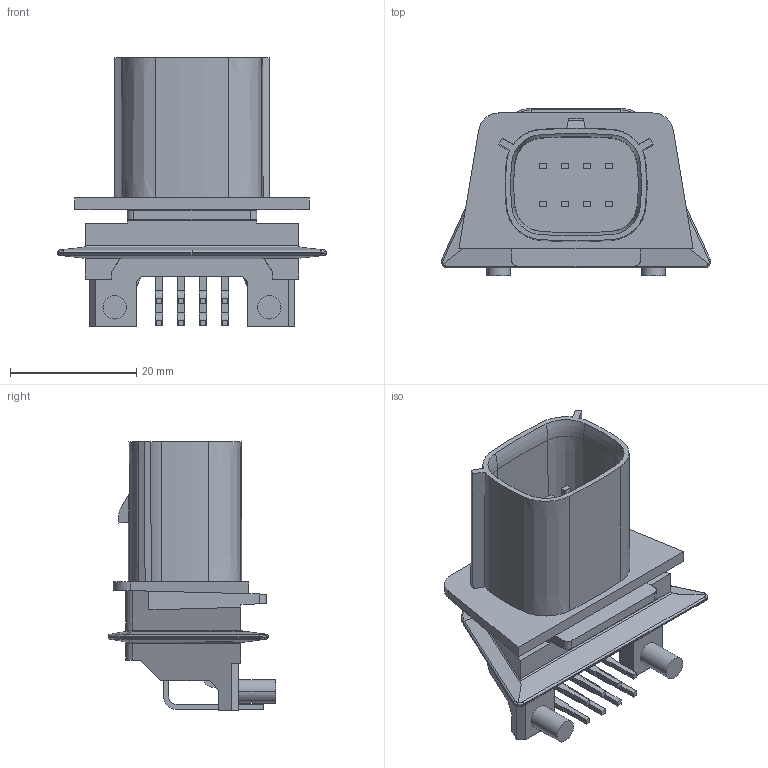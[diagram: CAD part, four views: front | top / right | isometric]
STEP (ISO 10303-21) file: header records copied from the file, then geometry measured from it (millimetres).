
FILE_DESCRIPTION((''),'2;1');
FILE_NAME('348300801','2014-10-30T',('me'),(''),'PRO/ENGINEER BY PARAMETRIC TECHNOLOGY CORPORATION, 2011490','PRO/ENGINEER BY PARAMETRIC TECHNOLOGY CORPORATION, 2011490','');
FILE_SCHEMA(('CONFIG_CONTROL_DESIGN'));
Length unit declared in the file: millimetre
Products named in the file (1): 348300801
Bounding box: 42.69 x 26.49 x 42.56 mm (x, y, z)
Volume: 7808.9 mm3; surface area: 8600.8 mm2
Topology: 1 solids, 1 shells, 303 faces, 823 edges, 543 vertices
Faces by surface type: plane 207, cylinder 50, cone 22, torus 16, bspline 8
Entity records: 10435 total; most frequent: CARTESIAN_POINT 2744, ORIENTED_EDGE 1606, DIRECTION 1520, EDGE_CURVE 803, VECTOR 602, LINE 602, VERTEX_POINT 523, AXIS2_PLACEMENT_3D 459
